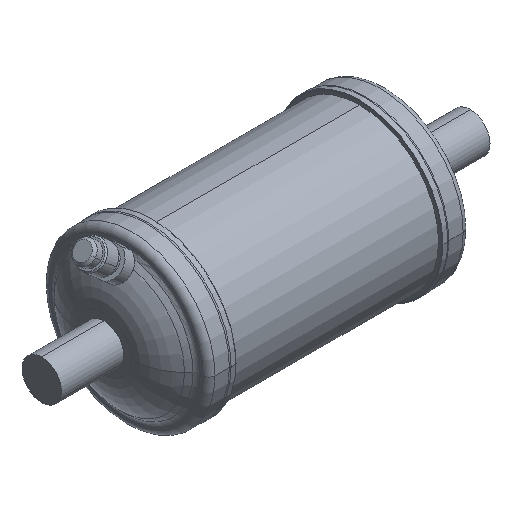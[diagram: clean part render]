
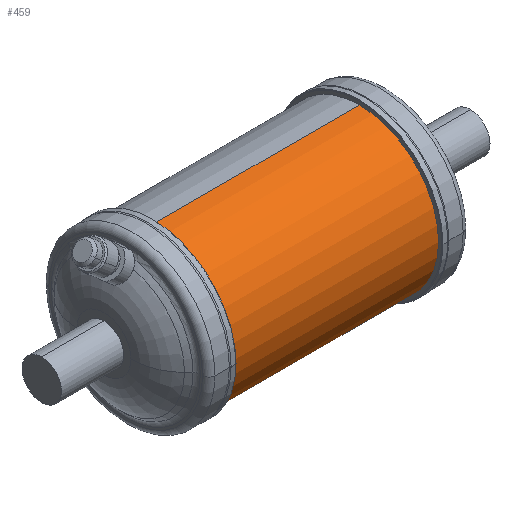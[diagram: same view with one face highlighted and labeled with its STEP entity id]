
A CAD part, isometric view. The second image highlights one B-rep face of the part: STEP entity #459.
In plain terms, the highlighted cylindrical face has radius 31.75 mm (diameter 63.5 mm), a partial arc.
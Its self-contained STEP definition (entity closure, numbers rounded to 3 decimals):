
#172 = VERTEX_POINT ( 'NONE', #2217 ) ;
#178 = DIRECTION ( 'NONE',  ( 1., 0., 0. ) ) ;
#249 = CARTESIAN_POINT ( 'NONE',  ( 50., 0., -31.75 ) ) ;
#264 = DIRECTION ( 'NONE',  ( -1., 0., 0. ) ) ;
#359 = DIRECTION ( 'NONE',  ( 0., 0., 1. ) ) ;
#376 = DIRECTION ( 'NONE',  ( 0., 0., 1. ) ) ;
#459 = ADVANCED_FACE ( 'NONE', ( #2039 ), #2949, .T. ) ;
#560 = ORIENTED_EDGE ( 'NONE', *, *, #1269, .F. ) ;
#816 = DIRECTION ( 'NONE',  ( -1., 0., 0. ) ) ;
#825 = AXIS2_PLACEMENT_3D ( 'NONE', #1310, #2502, #376 ) ;
#844 = CARTESIAN_POINT ( 'NONE',  ( 50., 0., 0. ) ) ;
#927 = ORIENTED_EDGE ( 'NONE', *, *, #2641, .F. ) ;
#948 = AXIS2_PLACEMENT_3D ( 'NONE', #1895, #178, #2807 ) ;
#967 = VERTEX_POINT ( 'NONE', #2074 ) ;
#1062 = CARTESIAN_POINT ( 'NONE',  ( 41.5, 0., 31.75 ) ) ;
#1260 = VECTOR ( 'NONE', #264, 1000. ) ;
#1269 = EDGE_CURVE ( 'NONE', #2617, #172, #1880, .T. ) ;
#1310 = CARTESIAN_POINT ( 'NONE',  ( -41.5, 0., 0. ) ) ;
#1317 = VERTEX_POINT ( 'NONE', #2078 ) ;
#1449 = ORIENTED_EDGE ( 'NONE', *, *, #2077, .F. ) ;
#1489 = CARTESIAN_POINT ( 'NONE',  ( 50., 0., 31.75 ) ) ;
#1638 = EDGE_LOOP ( 'NONE', ( #1449, #560, #1952, #927 ) ) ;
#1856 = VECTOR ( 'NONE', #816, 1000. ) ;
#1880 = CIRCLE ( 'NONE', #948, 31.75 ) ;
#1887 = LINE ( 'NONE', #249, #1260 ) ;
#1895 = CARTESIAN_POINT ( 'NONE',  ( 41.5, 0., 0. ) ) ;
#1952 = ORIENTED_EDGE ( 'NONE', *, *, #3060, .T. ) ;
#1978 = LINE ( 'NONE', #1489, #1856 ) ;
#2010 = CIRCLE ( 'NONE', #825, 31.75 ) ;
#2039 = FACE_OUTER_BOUND ( 'NONE', #1638, .T. ) ;
#2074 = CARTESIAN_POINT ( 'NONE',  ( -41.5, 0., 31.75 ) ) ;
#2077 = EDGE_CURVE ( 'NONE', #172, #1317, #1887, .T. ) ;
#2078 = CARTESIAN_POINT ( 'NONE',  ( -41.5, 0., -31.75 ) ) ;
#2217 = CARTESIAN_POINT ( 'NONE',  ( 41.5, 0., -31.75 ) ) ;
#2502 = DIRECTION ( 'NONE',  ( -1., 0., 0. ) ) ;
#2604 = AXIS2_PLACEMENT_3D ( 'NONE', #844, #2712, #359 ) ;
#2617 = VERTEX_POINT ( 'NONE', #1062 ) ;
#2641 = EDGE_CURVE ( 'NONE', #1317, #967, #2010, .T. ) ;
#2712 = DIRECTION ( 'NONE',  ( -1., 0., 0. ) ) ;
#2807 = DIRECTION ( 'NONE',  ( 0., 0., -1. ) ) ;
#2949 = CYLINDRICAL_SURFACE ( 'NONE', #2604, 31.75 ) ;
#3060 = EDGE_CURVE ( 'NONE', #2617, #967, #1978, .T. ) ;
